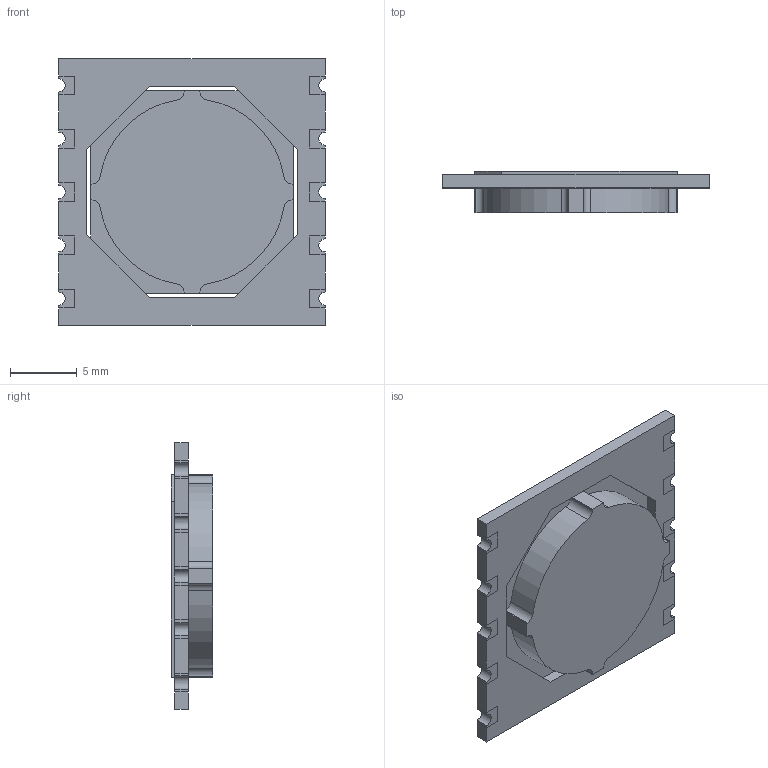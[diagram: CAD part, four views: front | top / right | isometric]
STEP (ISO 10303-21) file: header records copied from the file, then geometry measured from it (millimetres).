
FILE_DESCRIPTION (( 'STEP AP214' ), '1' );
FILE_NAME ('110-407.STEP', '2018-08-17T13:33:46', ( '' ), ( '' ), 'SwSTEP 2.0', 'SolidWorks 2017', '' );
FILE_SCHEMA (( 'AUTOMOTIVE_DESIGN' ));
Length unit declared in the file: millimetre
Products named in the file (1): 110-407
Bounding box: 20 x 3.11 x 20 mm (x, y, z)
Volume: 713.1 mm3; surface area: 1631.9 mm2
Topology: 19 solids, 19 shells, 245 faces, 615 edges, 410 vertices
Faces by surface type: plane 215, cylinder 30
Entity records: 7429 total; most frequent: CARTESIAN_POINT 1271, ORIENTED_EDGE 1230, DIRECTION 1167, EDGE_CURVE 615, VECTOR 555, LINE 555, VERTEX_POINT 410, AXIS2_PLACEMENT_3D 306
